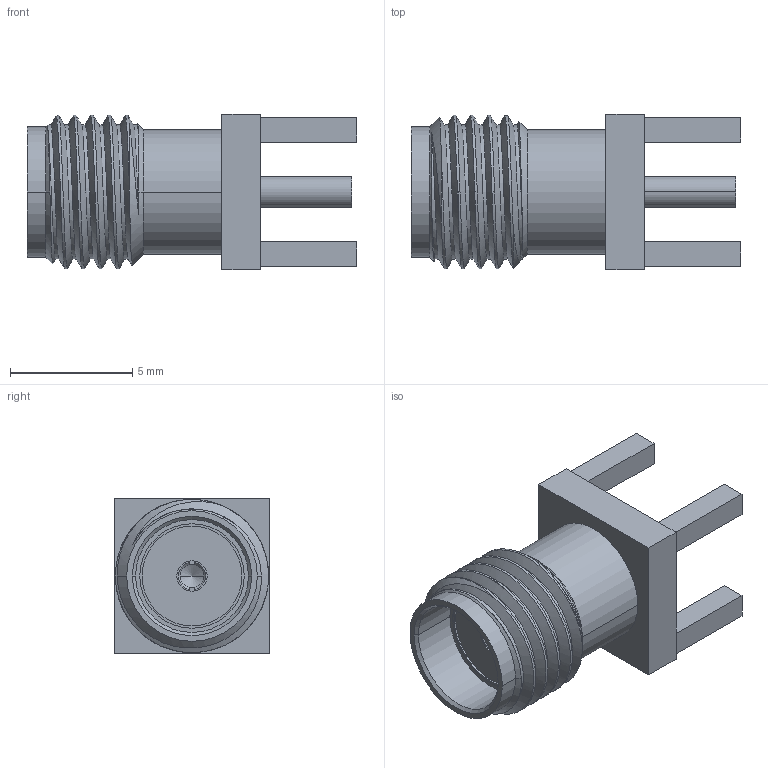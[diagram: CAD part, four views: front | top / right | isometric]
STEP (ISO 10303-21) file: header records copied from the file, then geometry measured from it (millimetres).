
FILE_DESCRIPTION((''),'2;1');
FILE_NAME('901-144_SW0001','2019-02-04T',('Viji'),(''),'CREO PARAMETRIC BY PTC INC, 2017020','CREO PARAMETRIC BY PTC INC, 2017020','');
FILE_SCHEMA(('CONFIG_CONTROL_DESIGN'));
Length unit declared in the file: inch
Products named in the file (1): 901-144_SW0001
Bounding box: 13.46 x 6.35 x 6.35 mm (x, y, z)
Volume: 235.4 mm3; surface area: 420.6 mm2
Topology: 1 solids, 1 shells, 82 faces, 202 edges, 130 vertices
Faces by surface type: plane 39, cylinder 24, cone 10, bspline 9
Entity records: 4831 total; most frequent: CARTESIAN_POINT 2910, ORIENTED_EDGE 400, DIRECTION 359, EDGE_CURVE 200, VERTEX_POINT 130, AXIS2_PLACEMENT_3D 123, VECTOR 113, LINE 113
